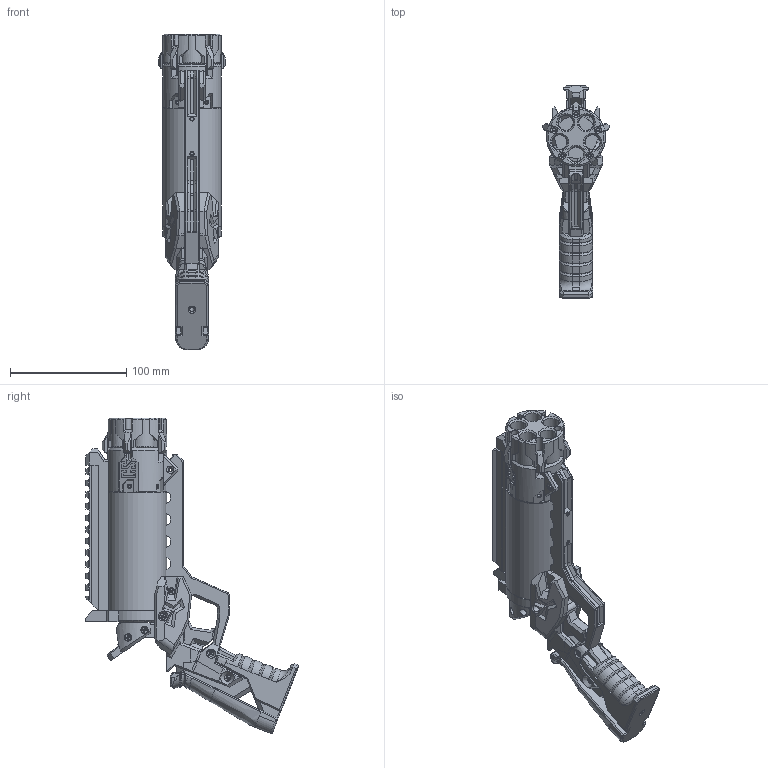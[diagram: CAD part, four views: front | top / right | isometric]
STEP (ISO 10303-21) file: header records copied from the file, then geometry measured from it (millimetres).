
FILE_DESCRIPTION(/* description */ ('Alibre Inc.'),/* implementation_level */ '2;1');
FILE_NAME(/* name */ 'export-57040F78-BAA9-4917-BBF0-3FD22A5BC7D3',/* time_stamp */ '2020-12-04T08:50:42-05:00',/* author */ (''),/* organization */ (''),/* preprocessor_version */ 'ST-DEVELOPER v17',/* originating_system */ 'Alibre',/* authorisation */ '');
FILE_SCHEMA (('AUTOMOTIVE_DESIGN'));
Length unit declared in the file: millimetre
Products named in the file (18): 90273A108
Bounding box: 57.86 x 183.44 x 271.9 mm (x, y, z)
Volume: 429128 mm3; surface area: 170819.2 mm2
Topology: 32 solids, 32 shells, 3115 faces, 8910 edges, 5821 vertices
Faces by surface type: plane 1378, cylinder 1080, cone 463, bspline 183, torus 11
Full cylindrical faces by diameter (mm): 2.032 x2, 2.286 x2, 2.413 x24, 2.54 x6, 2.667 x4, 3.429 x1, 3.556 x18, 3.81 x7, 5.842 x1, 6.096 x7, 6.35 x9, 6.858 x2, 12.954 x5, 13.386 x5, 41.91 x1, 46.038 x2, 47.625 x1, 50.8 x1
Entity records: 75307 total; most frequent: CARTESIAN_POINT 31762, ORIENTED_EDGE 10004, DIRECTION 7020, EDGE_CURVE 5002, VERTEX_POINT 3325, VECTOR 2874, LINE 2874, AXIS2_PLACEMENT_3D 2589
